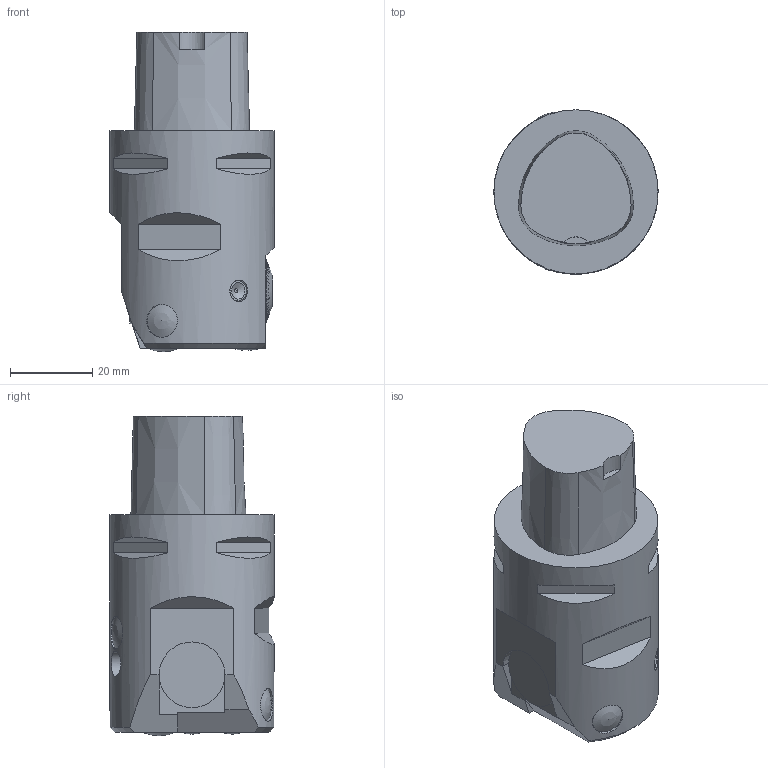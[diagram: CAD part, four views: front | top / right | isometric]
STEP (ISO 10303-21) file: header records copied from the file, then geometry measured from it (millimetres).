
FILE_DESCRIPTION(/* description */ (''),/* implementation_level */ '2;1');
FILE_NAME(/* name */ '1559660188954.stp',/* time_stamp */ '2019-06-04T16:56:33+02:00',/* author */ (''),/* organization */ ('SMS'),/* preprocessor_version */ 'ST-DEVELOPER v15',/* originating_system */ 'SIEMENS PLM Software NX 8.5',/* authorisation */ '');
FILE_SCHEMA (('AUTOMOTIVE_DESIGN { 1 0 10303 214 3 1 1 1 }'));
Length unit declared in the file: millimetre
Products named in the file (1): 111166036mod000_01
Bounding box: 40 x 40 x 77.84 mm (x, y, z)
Volume: 4092.2 mm3; surface area: 13873.5 mm2
Topology: 1 solids, 2 shells, 356 faces, 1017 edges, 680 vertices
Faces by surface type: plane 260, cone 65, cylinder 24, sphere 7
Full cylindrical faces by diameter (mm): 1 x1, 3.6 x1, 5 x1, 5.015 x3, 5.25 x1, 6 x1, 6.1 x1, 7.54 x1, 8.015 x1, 8.018 x1, 16 x2, 40 x1
Entity records: 11785 total; most frequent: CARTESIAN_POINT 3062, ORIENTED_EDGE 1926, DIRECTION 1595, EDGE_CURVE 963, VERTEX_POINT 653, AXIS2_PLACEMENT_3D 547, LINE 501, VECTOR 501
